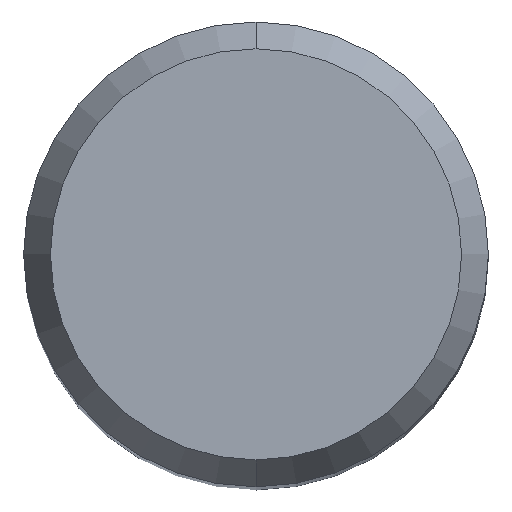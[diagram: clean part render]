
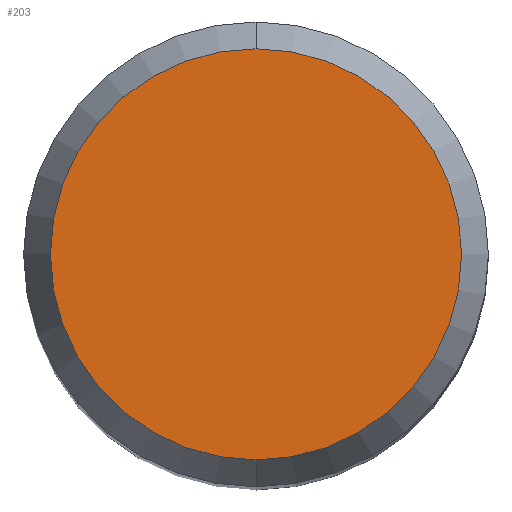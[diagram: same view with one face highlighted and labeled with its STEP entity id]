
A CAD part, top view. The second image highlights one B-rep face of the part: STEP entity #203.
In plain terms, the highlighted planar face has unit normal (0, 0, 1).
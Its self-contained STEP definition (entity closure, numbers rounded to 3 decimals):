
#203=ADVANCED_FACE('',(#562),#563,.T.);
#355=VERTEX_POINT('',#736);
#359=EDGE_CURVE('',#505,#355,#740,.T.);
#383=EDGE_CURVE('',#355,#505,#765,.T.);
#505=VERTEX_POINT('',#898);
#562=FACE_OUTER_BOUND('',#952,.T.);
#563=PLANE('',#953);
#736=CARTESIAN_POINT('',(0.,-4.423,0.0));
#740=CIRCLE('',#1281,4.423);
#765=CIRCLE('',#1338,4.423);
#898=CARTESIAN_POINT('',(0.0,4.423,0.0));
#952=EDGE_LOOP('',(#1694,#1695));
#953=AXIS2_PLACEMENT_3D('',#1696,#1697,#1698);
#1281=AXIS2_PLACEMENT_3D('',#1924,#1925,#1926);
#1338=AXIS2_PLACEMENT_3D('',#1943,#1944,#1945);
#1694=ORIENTED_EDGE('',*,*,#359,.F.);
#1695=ORIENTED_EDGE('',*,*,#383,.F.);
#1696=CARTESIAN_POINT('',(0.0,2.211,0.0));
#1697=DIRECTION('',(-0.0,0.0,1.0));
#1698=DIRECTION('',(0.0,-1.0,0.0));
#1924=CARTESIAN_POINT('',(0.0,0.0,0.0));
#1925=DIRECTION('',(0.0,0.0,-1.0));
#1926=DIRECTION('',(0.0,1.0,0.0));
#1943=CARTESIAN_POINT('',(0.0,0.0,0.0));
#1944=DIRECTION('',(0.0,0.0,-1.0));
#1945=DIRECTION('',(0.0,1.0,0.0));
